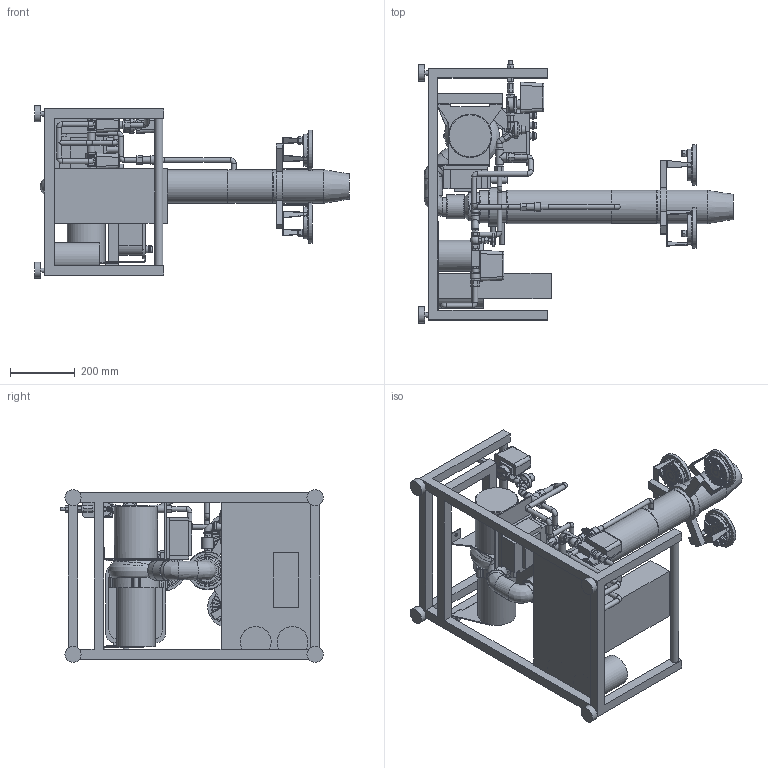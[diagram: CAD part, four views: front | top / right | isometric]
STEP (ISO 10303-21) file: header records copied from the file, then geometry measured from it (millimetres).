
FILE_DESCRIPTION(/* description */ (''),/* implementation_level */ '2;1');
FILE_NAME(/* name */ 'Fountain flame 24V_DMX_02.stp',/* time_stamp */ '2016-07-20T09:33:50+02:00',/* author */ ('guzb562'),/* organization */ (''),/* preprocessor_version */ 'ST-DEVELOPER v16.1',/* originating_system */ 'Autodesk Inventor 2016',/* authorisation */ '');
FILE_SCHEMA (('AUTOMOTIVE_DESIGN { 1 0 10303 214 3 1 1 }'));
Products named in the file (1): Fountain flame 24V_DMX_02
Bounding box: 976 x 812.75 x 535 mm (x, y, z)
Volume: 26115937.9 mm3; surface area: 3018341.4 mm2
Topology: 1 solids, 1 shells, 2751 faces, 7155 edges, 4640 vertices
Faces by surface type: plane 2192, cylinder 440, bspline 54, torus 26, sphere 23, cone 16
Full cylindrical faces by diameter (mm): 5 x6, 8 x2, 9 x27, 11 x2, 12 x5, 12.866 x1, 13 x1, 13.398 x1, 13.667 x1, 14.508 x3, 14.58 x1, 15 x25, 16 x2, 16.389 x1, 16.399 x3, 17 x1, 18 x4, 18.54 x3, 19.5 x2, 20 x2, 20.045 x3, 20.254 x1, 21 x11, 22.5 x9, 23 x6, 23.5 x5, 24.294 x3, 25 x4, 27 x2, 27.018 x1
Entity records: 102313 total; most frequent: CARTESIAN_POINT 32884, ORIENTED_EDGE 13718, DIRECTION 13200, EDGE_CURVE 6859, LINE 5630, VECTOR 5630, VERTEX_POINT 4570, AXIS2_PLACEMENT_3D 3785
